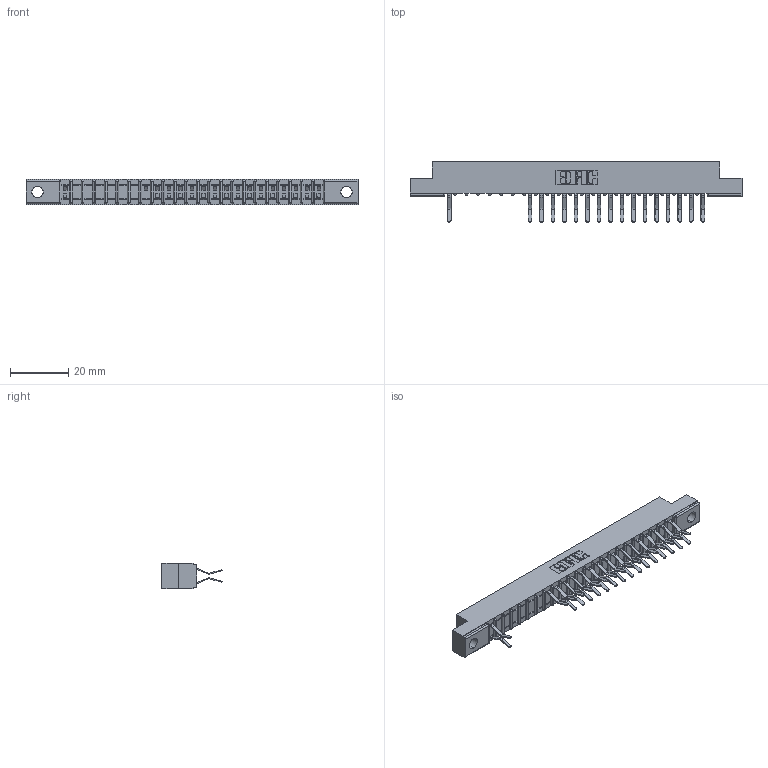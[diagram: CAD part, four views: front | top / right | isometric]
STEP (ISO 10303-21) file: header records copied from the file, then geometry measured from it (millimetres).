
FILE_DESCRIPTION (( 'STEP AP203' ), '1' );
FILE_NAME ('307-046-560-204.STEP', '2018-08-06T03:27:08', ( '' ), ( '' ), 'SwSTEP 2.0', 'SolidWorks 2016', '' );
FILE_SCHEMA (( 'CONFIG_CONTROL_DESIGN' ));
Length unit declared in the file: inch
Products named in the file (3): 307-290-001_560; 307-046-560-204; 307 Part_.156 Dia Mounting Holes
Assembly tree (34 placements, depth 2):
  307-046-560-204
    307 Part_.156 Dia Mounting Holes
    307-290-001_560  x33
Bounding box: 114.15 x 20.73 x 8.71 mm (x, y, z)
Volume: 7233.2 mm3; surface area: 11972.1 mm2
Topology: 34 solids, 34 shells, 1936 faces, 5461 edges, 3530 vertices
Faces by surface type: plane 1251, cylinder 637, sphere 48
Entity records: 22902 total; most frequent: CARTESIAN_POINT 3812, ORIENTED_EDGE 3786, DIRECTION 3721, EDGE_CURVE 1893, VECTOR 1451, LINE 1451, VERTEX_POINT 1226, AXIS2_PLACEMENT_3D 1135
